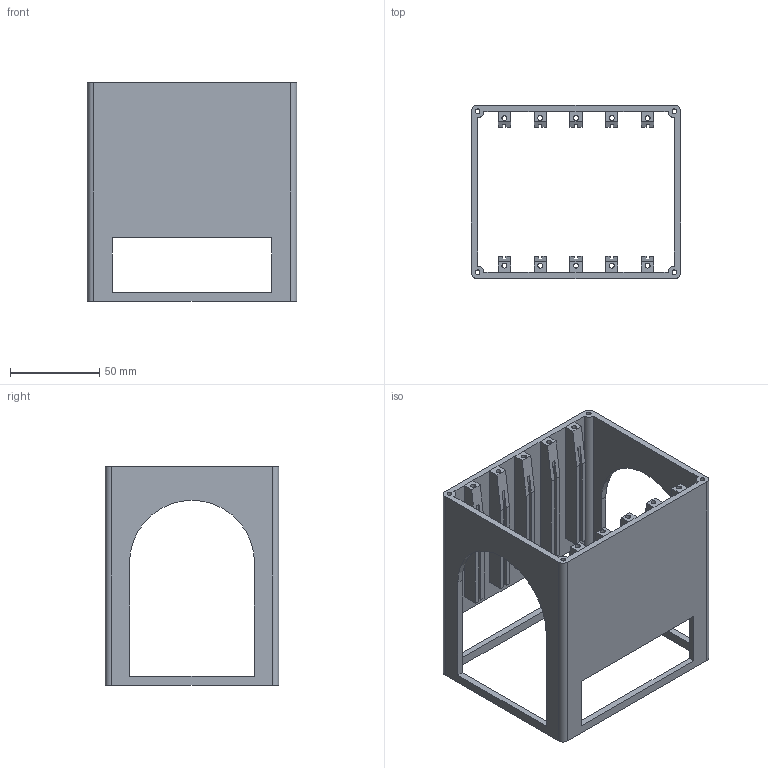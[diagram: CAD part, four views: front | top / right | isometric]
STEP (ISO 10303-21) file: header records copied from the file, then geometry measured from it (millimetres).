
FILE_DESCRIPTION(('FreeCAD Model'),'2;1');
FILE_NAME('Open CASCADE Shape Model','2023-07-10T21:36:09',(''),(''), 'Open CASCADE STEP processor 7.6','FreeCAD','Unknown');
FILE_SCHEMA(('AUTOMOTIVE_DESIGN { 1 0 10303 214 1 1 1 1 }'));
Length unit declared in the file: millimetre
Products named in the file (1): Rail Body
Bounding box: 117 x 97 x 122.38 mm (x, y, z)
Volume: 152027.8 mm3; surface area: 96629.5 mm2
Topology: 1 solids, 1 shells, 148 faces, 418 edges, 272 vertices
Faces by surface type: plane 124, cylinder 24
Full cylindrical faces by diameter (mm): 2.667 x4, 2.794 x10
Entity records: 10248 total; most frequent: CARTESIAN_POINT 1687, DIRECTION 1598, LINE 1158, VECTOR 1158, ORIENTED_EDGE 836, PCURVE 836, DEFINITIONAL_REPRESENTATION 836, EDGE_CURVE 418
